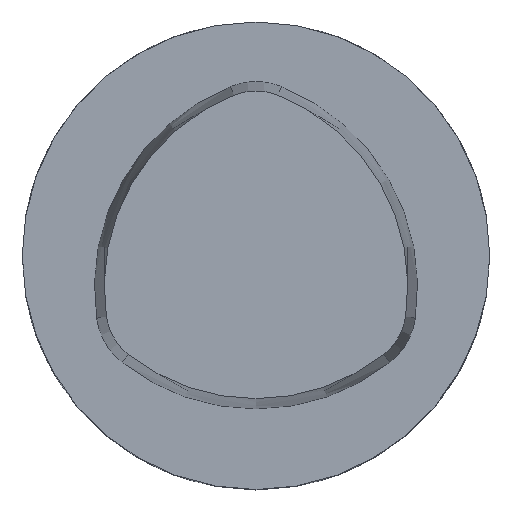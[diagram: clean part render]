
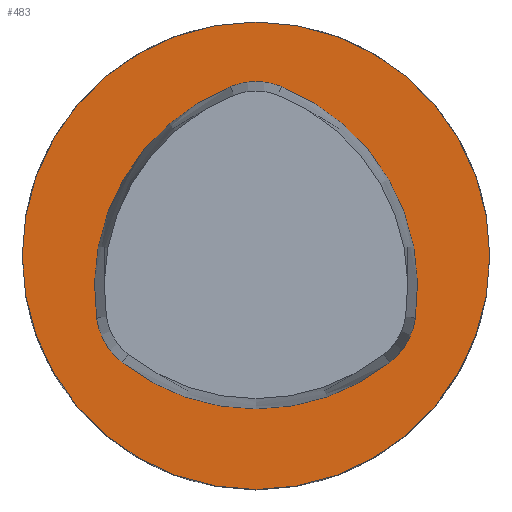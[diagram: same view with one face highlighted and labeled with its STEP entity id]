
A CAD part, top view. The second image highlights one B-rep face of the part: STEP entity #483.
In plain terms, the highlighted planar face has unit normal (0, 0, 1).
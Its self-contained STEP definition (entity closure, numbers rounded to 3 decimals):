
#130=PLANE('',#1738);
#406=CIRCLE('',#1725,20.);
#483=ADVANCED_FACE('',(#574),#130,.T.);
#574=FACE_OUTER_BOUND('',#662,.T.);
#662=EDGE_LOOP('',(#992));
#992=ORIENTED_EDGE('',*,*,#1479,.T.);
#1278=VERTEX_POINT('',#7691);
#1479=EDGE_CURVE('',#1278,#1278,#406,.T.);
#1725=AXIS2_PLACEMENT_3D('',#7690,#1988,#1989);
#1738=AXIS2_PLACEMENT_3D('',#7721,#2022,#2023);
#1988=DIRECTION('',(0.,0.,1.));
#1989=DIRECTION('',(-1.,0.,0.));
#2022=DIRECTION('',(0.,0.,1.));
#2023=DIRECTION('',(1.,0.,0.));
#7690=CARTESIAN_POINT('',(0.,0.,0.));
#7691=CARTESIAN_POINT('',(-20.,0.,0.));
#7721=CARTESIAN_POINT('',(0.,0.,0.));
